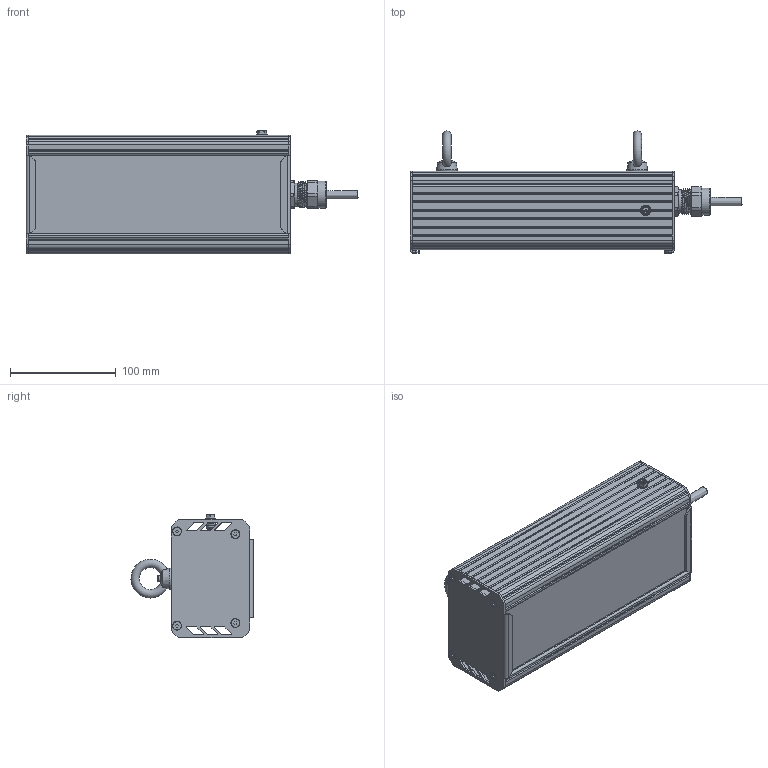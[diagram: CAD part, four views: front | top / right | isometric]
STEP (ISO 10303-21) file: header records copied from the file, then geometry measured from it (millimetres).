
FILE_DESCRIPTION(('STEP AP214'), '1');
FILE_NAME('001.0090.08.000 - ÃÑÏ-Ïðèìà-2Åõ-30', '2024-04-02T05:37:16', ('Åâãåíèé'), ('ÎÊÁ Ñâîé Ñòèëü'), 'C3D Converter', 'C3D Toolkit', '');
FILE_SCHEMA(('AUTOMOTIVE_DESIGN { 1 0 10303 214 3 1 1}'));
Length unit declared in the file: millimetre
Products named in the file (29): 001.0090.08.000; 001.0065.02.000
Assembly tree (51 placements, depth 3):
  001.0090.08.000
    (unnamed)
      (unnamed)  x4
      (unnamed)  x4
      (unnamed)
      (unnamed)
      (unnamed)
      (unnamed)
      (unnamed)
      (unnamed)
      (unnamed)
      (unnamed)
      (unnamed)
      (unnamed)
    (unnamed)  x3
      (unnamed)
      (unnamed)
      (unnamed)
      (unnamed)
      (unnamed)
      (unnamed)
      (unnamed)
      (unnamed)
      (unnamed)
    (unnamed)
      (unnamed)
    001.0065.02.000  x2
      (unnamed)
      (unnamed)
Bounding box: 314 x 115.4 x 117.15 mm (x, y, z)
Volume: 505882.4 mm3; surface area: 431234.3 mm2
Topology: 126 solids, 126 shells, 1618 faces, 3952 edges, 2645 vertices
Faces by surface type: plane 1057, cylinder 444, cone 79, bspline 23, sphere 9, torus 6
Full cylindrical faces by diameter (mm): 1 x9, 2 x6, 2.5 x12, 2.8 x75, 3.2 x9, 3.5 x15, 4 x9, 5 x3, 6 x3, 7 x2, 8 x8, 10 x1, 12.5 x1, 13 x1, 16 x1, 17 x1, 18 x1, 18.5 x1, 19 x1, 20 x1, 21.5 x1, 22 x2, 25.5 x1
Entity records: 65894 total; most frequent: CARTESIAN_POINT 33010, DIRECTION 5674, ORIENTED_EDGE 4658, EDGE_CURVE 2329, AXIS2_PLACEMENT_3D 2092, VERTEX_POINT 1609, LINE 1490, VECTOR 1490
